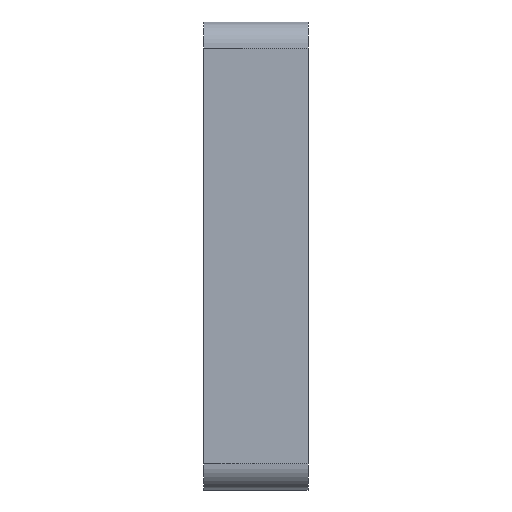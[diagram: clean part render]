
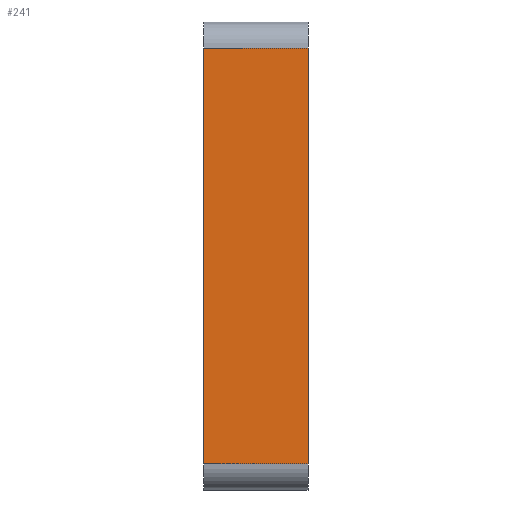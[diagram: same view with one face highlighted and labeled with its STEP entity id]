
A CAD part, left-side view. The second image highlights one B-rep face of the part: STEP entity #241.
In plain terms, the highlighted planar face has unit normal (-1, 0, 0).
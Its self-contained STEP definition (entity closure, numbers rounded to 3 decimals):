
#224 = ORIENTED_EDGE ( 'NONE', *, *, #248, .T. ) ;
#233 = VERTEX_POINT ( 'NONE', #956 ) ;
#236 = VERTEX_POINT ( 'NONE', #970 ) ;
#240 = EDGE_CURVE ( 'NONE', #236, #294, #1006, .T. ) ;
#241 = ADVANCED_FACE ( 'NONE', ( #1007 ), #1015, .F. ) ;
#242 = ORIENTED_EDGE ( 'NONE', *, *, #244, .T. ) ;
#243 = ORIENTED_EDGE ( 'NONE', *, *, #240, .F. ) ;
#244 = EDGE_CURVE ( 'NONE', #236, #233, #1014, .T. ) ;
#245 = VERTEX_POINT ( 'NONE', #999 ) ;
#246 = EDGE_CURVE ( 'NONE', #233, #245, #998, .T. ) ;
#248 = EDGE_CURVE ( 'NONE', #245, #294, #1039, .T. ) ;
#282 = ORIENTED_EDGE ( 'NONE', *, *, #246, .T. ) ;
#291 = EDGE_LOOP ( 'NONE', ( #243, #242, #282, #224 ) ) ;
#294 = VERTEX_POINT ( 'NONE', #1131 ) ;
#956 = CARTESIAN_POINT ( 'NONE',  ( -45., 0., -20. ) ) ;
#970 = CARTESIAN_POINT ( 'NONE',  ( -45., 10., -20. ) ) ;
#988 = DIRECTION ( 'NONE',  ( 0., 1., 0. ) ) ;
#989 = DIRECTION ( 'NONE',  ( 0., -1., 0. ) ) ;
#990 = VECTOR ( 'NONE', #989, 1000. ) ;
#991 = CARTESIAN_POINT ( 'NONE',  ( -45., 10., -20. ) ) ;
#992 = CARTESIAN_POINT ( 'NONE',  ( -45., 0., 22.5 ) ) ;
#995 = DIRECTION ( 'NONE',  ( 0., 0., -1. ) ) ;
#996 = DIRECTION ( 'NONE',  ( 1., 0., 0. ) ) ;
#998 = LINE ( 'NONE', #992, #1047 ) ;
#999 = CARTESIAN_POINT ( 'NONE',  ( -45., 0., 20. ) ) ;
#1001 = DIRECTION ( 'NONE',  ( 0., 0., 1. ) ) ;
#1002 = VECTOR ( 'NONE', #1001, 1000. ) ;
#1003 = CARTESIAN_POINT ( 'NONE',  ( -45., 10., 22.5 ) ) ;
#1005 = CARTESIAN_POINT ( 'NONE',  ( -45., 10., 22.5 ) ) ;
#1006 = LINE ( 'NONE', #1003, #1002 ) ;
#1007 = FACE_OUTER_BOUND ( 'NONE', #291, .T. ) ;
#1008 = AXIS2_PLACEMENT_3D ( 'NONE', #1005, #996, #995 ) ;
#1014 = LINE ( 'NONE', #991, #990 ) ;
#1015 = PLANE ( 'NONE',  #1008 ) ;
#1038 = VECTOR ( 'NONE', #988, 1000. ) ;
#1039 = LINE ( 'NONE', #1043, #1038 ) ;
#1043 = CARTESIAN_POINT ( 'NONE',  ( -45., 10., 20. ) ) ;
#1046 = DIRECTION ( 'NONE',  ( 0., 0., 1. ) ) ;
#1047 = VECTOR ( 'NONE', #1046, 1000. ) ;
#1131 = CARTESIAN_POINT ( 'NONE',  ( -45., 10., 20. ) ) ;
